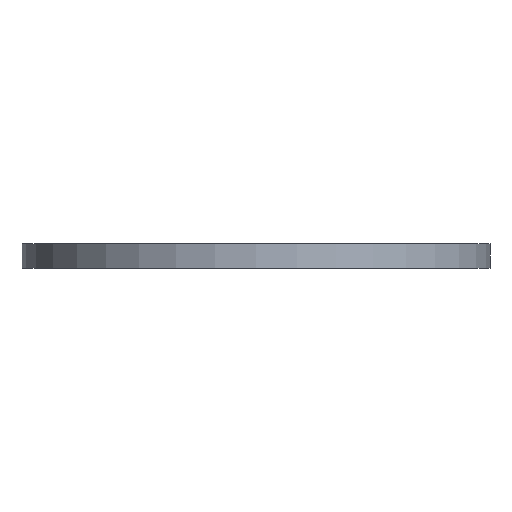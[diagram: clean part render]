
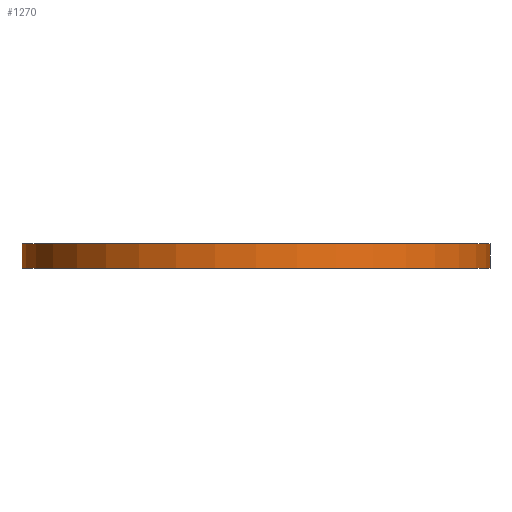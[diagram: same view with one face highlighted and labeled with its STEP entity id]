
A CAD part, front view. The second image highlights one B-rep face of the part: STEP entity #1270.
In plain terms, the highlighted cylindrical face has radius 37.5 mm (diameter 75 mm), a partial arc.
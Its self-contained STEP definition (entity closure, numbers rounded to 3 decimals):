
#35 = AXIS2_PLACEMENT_3D ( 'NONE', #810, #579, #1037 ) ;
#95 = VERTEX_POINT ( 'NONE', #1375 ) ;
#100 = DIRECTION ( 'NONE',  ( 0., 0., -1. ) ) ;
#103 = LINE ( 'NONE', #558, #633 ) ;
#152 = AXIS2_PLACEMENT_3D ( 'NONE', #627, #953, #1199 ) ;
#179 = VERTEX_POINT ( 'NONE', #1428 ) ;
#251 = FACE_OUTER_BOUND ( 'NONE', #310, .T. ) ;
#306 = DIRECTION ( 'NONE',  ( 0., 0., -1. ) ) ;
#310 = EDGE_LOOP ( 'NONE', ( #645, #837, #1380, #1108 ) ) ;
#406 = CARTESIAN_POINT ( 'NONE',  ( 37.5, 0., 4. ) ) ;
#448 = CIRCLE ( 'NONE', #647, 37.5 ) ;
#485 = CIRCLE ( 'NONE', #35, 37.5 ) ;
#545 = VERTEX_POINT ( 'NONE', #775 ) ;
#558 = CARTESIAN_POINT ( 'NONE',  ( -37.5, 0., 4. ) ) ;
#579 = DIRECTION ( 'NONE',  ( 0., 0., 1. ) ) ;
#583 = EDGE_CURVE ( 'NONE', #1183, #179, #103, .T. ) ;
#627 = CARTESIAN_POINT ( 'NONE',  ( 0., 0., 4. ) ) ;
#633 = VECTOR ( 'NONE', #100, 1000. ) ;
#645 = ORIENTED_EDGE ( 'NONE', *, *, #895, .F. ) ;
#647 = AXIS2_PLACEMENT_3D ( 'NONE', #1240, #1472, #1007 ) ;
#775 = CARTESIAN_POINT ( 'NONE',  ( 37.5, 0., 4. ) ) ;
#800 = EDGE_CURVE ( 'NONE', #1183, #545, #485, .T. ) ;
#810 = CARTESIAN_POINT ( 'NONE',  ( 0., 0., 4. ) ) ;
#837 = ORIENTED_EDGE ( 'NONE', *, *, #800, .F. ) ;
#895 = EDGE_CURVE ( 'NONE', #545, #95, #1434, .T. ) ;
#920 = CARTESIAN_POINT ( 'NONE',  ( -37.5, 0., 4. ) ) ;
#953 = DIRECTION ( 'NONE',  ( 0., 0., -1. ) ) ;
#1007 = DIRECTION ( 'NONE',  ( 1., 0., 0. ) ) ;
#1037 = DIRECTION ( 'NONE',  ( 1., 0., 0. ) ) ;
#1094 = EDGE_CURVE ( 'NONE', #179, #95, #448, .T. ) ;
#1108 = ORIENTED_EDGE ( 'NONE', *, *, #1094, .T. ) ;
#1122 = VECTOR ( 'NONE', #306, 1000. ) ;
#1183 = VERTEX_POINT ( 'NONE', #920 ) ;
#1199 = DIRECTION ( 'NONE',  ( -1., 0., 0. ) ) ;
#1240 = CARTESIAN_POINT ( 'NONE',  ( 0., 0., 0. ) ) ;
#1270 = ADVANCED_FACE ( 'NONE', ( #251 ), #1426, .T. ) ;
#1375 = CARTESIAN_POINT ( 'NONE',  ( 37.5, 0., 0. ) ) ;
#1380 = ORIENTED_EDGE ( 'NONE', *, *, #583, .T. ) ;
#1426 = CYLINDRICAL_SURFACE ( 'NONE', #152, 37.5 ) ;
#1428 = CARTESIAN_POINT ( 'NONE',  ( -37.5, 0., 0. ) ) ;
#1434 = LINE ( 'NONE', #406, #1122 ) ;
#1472 = DIRECTION ( 'NONE',  ( 0., 0., 1. ) ) ;
